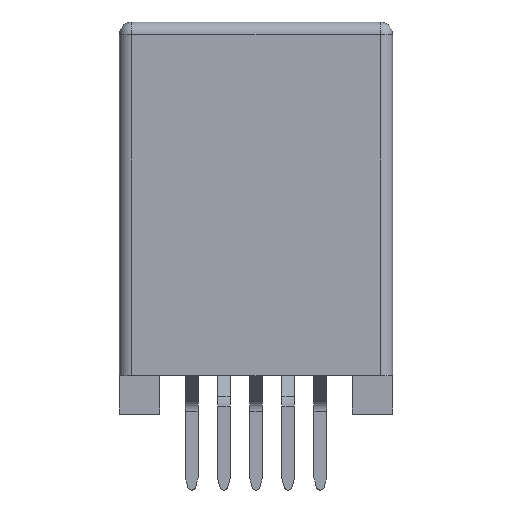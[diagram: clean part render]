
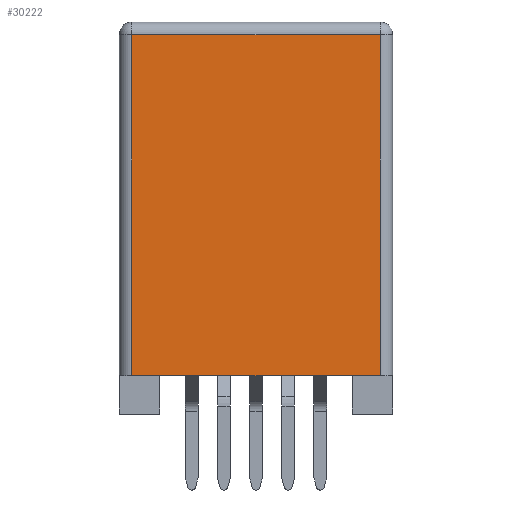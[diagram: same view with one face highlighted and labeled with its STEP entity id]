
A CAD part, front view. The second image highlights one B-rep face of the part: STEP entity #30222.
In plain terms, the highlighted planar face has unit normal (0, -1, 0).
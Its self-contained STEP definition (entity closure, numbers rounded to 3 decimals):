
#2286=FACE_OUTER_BOUND('',#3948,.T.);
#3948=EDGE_LOOP('',(#25494,#25495,#25496,#25497));
#7383=LINE('',#50272,#11162);
#7388=LINE('',#50283,#11167);
#7389=LINE('',#50285,#11168);
#7390=LINE('',#50286,#11169);
#11162=VECTOR('',#39204,1.);
#11167=VECTOR('',#39211,1.);
#11168=VECTOR('',#39212,1.);
#11169=VECTOR('',#39213,1.);
#14089=VERTEX_POINT('',#50226);
#14111=VERTEX_POINT('',#50270);
#14116=VERTEX_POINT('',#50282);
#14117=VERTEX_POINT('',#50284);
#18083=EDGE_CURVE('',#14111,#14089,#7383,.T.);
#18088=EDGE_CURVE('',#14116,#14089,#7388,.T.);
#18089=EDGE_CURVE('',#14111,#14117,#7389,.T.);
#18090=EDGE_CURVE('',#14117,#14116,#7390,.T.);
#25494=ORIENTED_EDGE('',*,*,#18088,.T.);
#25495=ORIENTED_EDGE('',*,*,#18083,.F.);
#25496=ORIENTED_EDGE('',*,*,#18089,.T.);
#25497=ORIENTED_EDGE('',*,*,#18090,.T.);
#28607=PLANE('',#32318);
#30222=ADVANCED_FACE('',(#2286),#28607,.F.);
#32318=AXIS2_PLACEMENT_3D('',#50281,#39209,#39210);
#39204=DIRECTION('',(-1.,0.,0.));
#39209=DIRECTION('center_axis',(0.,1.,0.));
#39210=DIRECTION('ref_axis',(0.,0.,-1.));
#39211=DIRECTION('',(0.,0.,-1.));
#39212=DIRECTION('',(0.,0.,1.));
#39213=DIRECTION('',(-1.,0.,0.));
#50226=CARTESIAN_POINT('',(-14.415,-4.45,0.));
#50270=CARTESIAN_POINT('',(-4.615,-4.45,0.));
#50272=CARTESIAN_POINT('',(-4.615,-4.45,0.));
#50281=CARTESIAN_POINT('Origin',(-14.915,-4.45,13.97));
#50282=CARTESIAN_POINT('',(-14.415,-4.45,13.47));
#50283=CARTESIAN_POINT('',(-14.415,-4.45,13.47));
#50284=CARTESIAN_POINT('',(-4.615,-4.45,13.47));
#50285=CARTESIAN_POINT('',(-4.615,-4.45,0.));
#50286=CARTESIAN_POINT('',(-4.615,-4.45,13.47));
